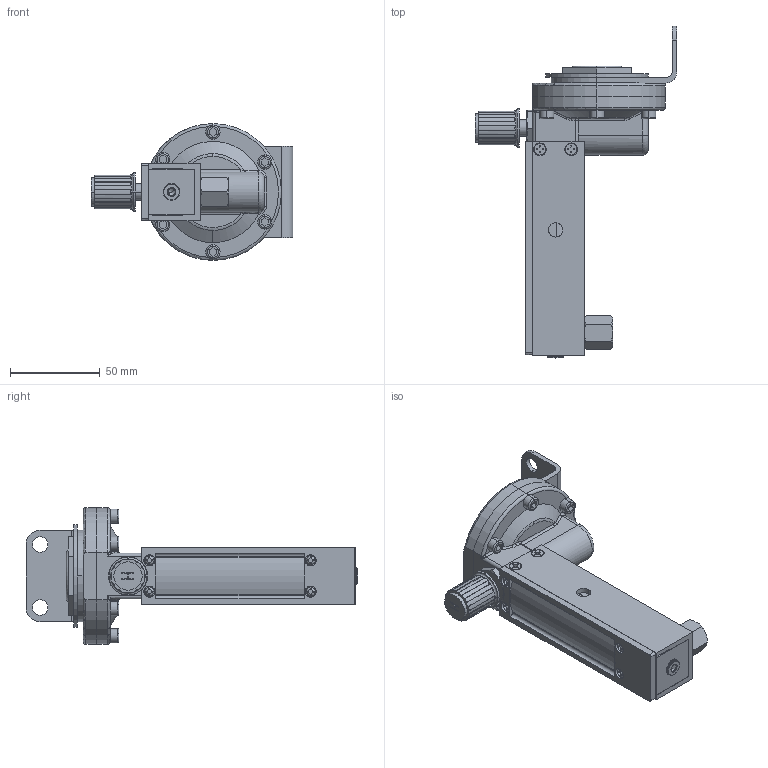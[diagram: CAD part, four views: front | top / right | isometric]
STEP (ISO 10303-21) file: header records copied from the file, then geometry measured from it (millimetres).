
FILE_DESCRIPTION (( 'STEP AP203' ), '1' );
FILE_NAME ('1350G-J-N-5-A.STEP', '2022-04-21T14:51:08', ( '' ), ( '' ), 'SwSTEP 2.0', 'SolidWorks 2020', '' );
FILE_SCHEMA (( 'CONFIG_CONTROL_DESIGN' ));
Length unit declared in the file: inch
Products named in the file (1): 1350G-J-N-5-A
Bounding box: 112.22 x 184.78 x 76.2 mm (x, y, z)
Volume: 175686.2 mm3; surface area: 113216.3 mm2
Topology: 35 solids, 36 shells, 1526 faces, 3852 edges, 2473 vertices
Faces by surface type: plane 760, cylinder 400, bspline 143, cone 116, torus 99, sphere 8
Entity records: 52896 total; most frequent: CARTESIAN_POINT 16918, ORIENTED_EDGE 7664, DIRECTION 7005, EDGE_CURVE 3832, VERTEX_POINT 2473, AXIS2_PLACEMENT_3D 2400, VECTOR 2205, LINE 2205
